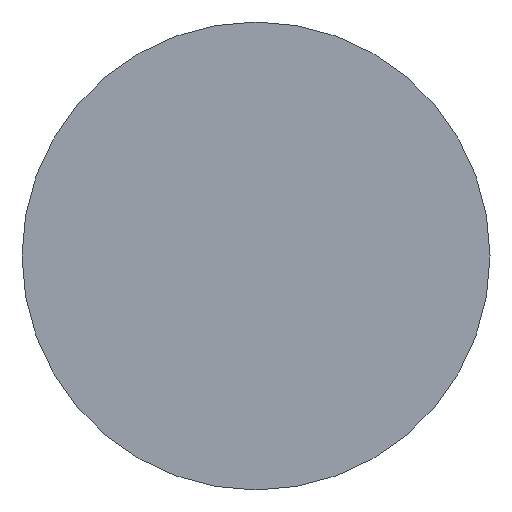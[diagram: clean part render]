
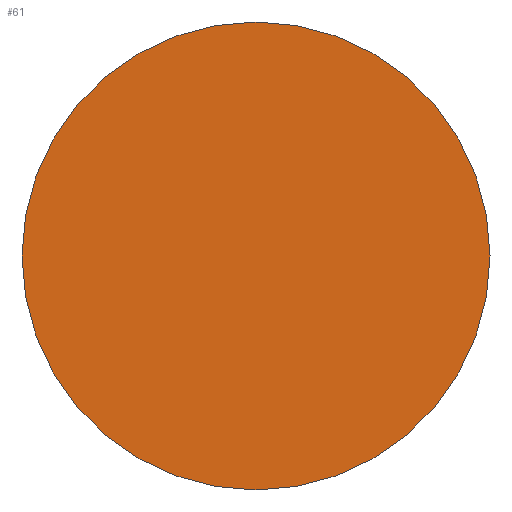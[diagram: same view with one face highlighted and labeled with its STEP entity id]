
A CAD part, front view. The second image highlights one B-rep face of the part: STEP entity #61.
In plain terms, the highlighted planar face has unit normal (0, -1, 0).
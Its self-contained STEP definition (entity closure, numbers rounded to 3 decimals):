
#4 = VERTEX_POINT ( 'NONE', #19 ) ;
#16 = AXIS2_PLACEMENT_3D ( 'NONE', #31, #133, #104 ) ;
#19 = CARTESIAN_POINT ( 'NONE',  ( 100.925, 30., 10.975 ) ) ;
#23 = ORIENTED_EDGE ( 'NONE', *, *, #93, .F. ) ;
#25 = EDGE_CURVE ( 'NONE', #66, #4, #98, .T. ) ;
#31 = CARTESIAN_POINT ( 'NONE',  ( 100.925, 30., 16.4 ) ) ;
#34 = DIRECTION ( 'NONE',  ( 0., 0., 1. ) ) ;
#38 = EDGE_LOOP ( 'NONE', ( #23, #94 ) ) ;
#42 = DIRECTION ( 'NONE',  ( 0., 0., 1. ) ) ;
#43 = CARTESIAN_POINT ( 'NONE',  ( 0., 30., 0. ) ) ;
#61 = ADVANCED_FACE ( 'NONE', ( #137 ), #110, .F. ) ;
#65 = AXIS2_PLACEMENT_3D ( 'NONE', #43, #120, #42 ) ;
#66 = VERTEX_POINT ( 'NONE', #131 ) ;
#93 = EDGE_CURVE ( 'NONE', #4, #66, #125, .T. ) ;
#94 = ORIENTED_EDGE ( 'NONE', *, *, #25, .F. ) ;
#95 = DIRECTION ( 'NONE',  ( 0., 1., 0. ) ) ;
#98 = CIRCLE ( 'NONE', #16, 5.425 ) ;
#104 = DIRECTION ( 'NONE',  ( 0., 0., 1. ) ) ;
#110 = PLANE ( 'NONE',  #65 ) ;
#120 = DIRECTION ( 'NONE',  ( 0., 1., 0. ) ) ;
#121 = AXIS2_PLACEMENT_3D ( 'NONE', #126, #95, #34 ) ;
#125 = CIRCLE ( 'NONE', #121, 5.425 ) ;
#126 = CARTESIAN_POINT ( 'NONE',  ( 100.925, 30., 16.4 ) ) ;
#131 = CARTESIAN_POINT ( 'NONE',  ( 100.925, 30., 21.825 ) ) ;
#133 = DIRECTION ( 'NONE',  ( 0., 1., 0. ) ) ;
#137 = FACE_OUTER_BOUND ( 'NONE', #38, .T. ) ;
